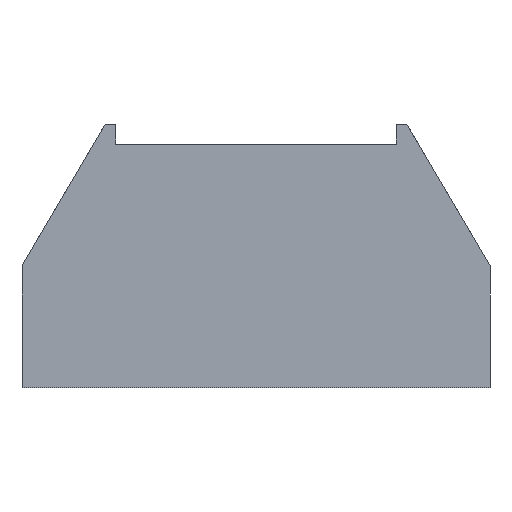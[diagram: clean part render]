
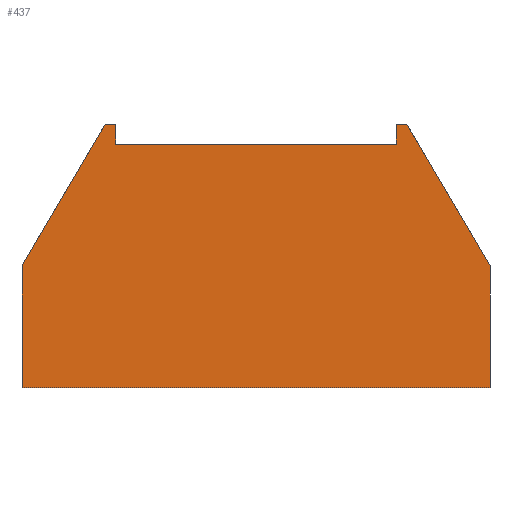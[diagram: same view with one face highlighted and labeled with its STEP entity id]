
A CAD part, front view. The second image highlights one B-rep face of the part: STEP entity #437.
In plain terms, the highlighted planar face has unit normal (0, -1, 0).
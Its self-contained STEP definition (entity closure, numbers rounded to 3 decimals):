
#26=LINE('',#663,#66);
#42=LINE('',#703,#82);
#45=LINE('',#714,#85);
#47=LINE('',#718,#87);
#48=LINE('',#720,#88);
#49=LINE('',#722,#89);
#50=LINE('',#724,#90);
#51=LINE('',#726,#91);
#52=LINE('',#727,#92);
#53=LINE('',#728,#93);
#66=VECTOR('',#537,10.);
#82=VECTOR('',#569,10.);
#85=VECTOR('',#580,10.);
#87=VECTOR('',#584,10.);
#88=VECTOR('',#585,10.);
#89=VECTOR('',#586,10.);
#90=VECTOR('',#587,10.);
#91=VECTOR('',#588,10.);
#92=VECTOR('',#589,10.);
#93=VECTOR('',#590,10.);
#126=FACE_OUTER_BOUND('',#158,.T.);
#158=EDGE_LOOP('',(#338,#339,#340,#341,#342,#343,#344,#345,#346,#347));
#199=VERTEX_POINT('',#661);
#200=VERTEX_POINT('',#662);
#215=VERTEX_POINT('',#700);
#216=VERTEX_POINT('',#702);
#220=VERTEX_POINT('',#713);
#221=VERTEX_POINT('',#717);
#222=VERTEX_POINT('',#719);
#223=VERTEX_POINT('',#721);
#224=VERTEX_POINT('',#723);
#225=VERTEX_POINT('',#725);
#239=EDGE_CURVE('',#199,#200,#26,.T.);
#259=EDGE_CURVE('',#216,#215,#42,.T.);
#265=EDGE_CURVE('',#220,#216,#45,.T.);
#267=EDGE_CURVE('',#215,#221,#47,.T.);
#268=EDGE_CURVE('',#221,#222,#48,.T.);
#269=EDGE_CURVE('',#222,#223,#49,.T.);
#270=EDGE_CURVE('',#223,#224,#50,.T.);
#271=EDGE_CURVE('',#224,#225,#51,.T.);
#272=EDGE_CURVE('',#225,#200,#52,.T.);
#273=EDGE_CURVE('',#199,#220,#53,.T.);
#338=ORIENTED_EDGE('',*,*,#259,.T.);
#339=ORIENTED_EDGE('',*,*,#267,.T.);
#340=ORIENTED_EDGE('',*,*,#268,.T.);
#341=ORIENTED_EDGE('',*,*,#269,.T.);
#342=ORIENTED_EDGE('',*,*,#270,.T.);
#343=ORIENTED_EDGE('',*,*,#271,.T.);
#344=ORIENTED_EDGE('',*,*,#272,.T.);
#345=ORIENTED_EDGE('',*,*,#239,.F.);
#346=ORIENTED_EDGE('',*,*,#273,.T.);
#347=ORIENTED_EDGE('',*,*,#265,.T.);
#419=PLANE('',#490);
#437=ADVANCED_FACE('',(#126),#419,.T.);
#490=AXIS2_PLACEMENT_3D('',#716,#582,#583);
#537=DIRECTION('',(-1.,0.,0.));
#569=DIRECTION('',(-1.,0.,0.));
#580=DIRECTION('',(-0.507,0.,0.862));
#582=DIRECTION('center_axis',(0.,-1.,0.));
#583=DIRECTION('ref_axis',(1.,0.,0.));
#584=DIRECTION('',(0.,0.,-1.));
#585=DIRECTION('',(-1.,0.,0.));
#586=DIRECTION('',(0.,0.,1.));
#587=DIRECTION('',(-1.,0.,0.));
#588=DIRECTION('',(-0.507,0.,-0.862));
#589=DIRECTION('',(0.,0.,-1.));
#590=DIRECTION('',(0.,0.,1.));
#661=CARTESIAN_POINT('',(60.,5.,-10.));
#662=CARTESIAN_POINT('',(10.,5.,-10.));
#663=CARTESIAN_POINT('',(60.,5.,-10.));
#700=CARTESIAN_POINT('',(50.,5.,18.102));
#702=CARTESIAN_POINT('',(51.116,5.,18.102));
#703=CARTESIAN_POINT('',(30.5,5.,18.102));
#713=CARTESIAN_POINT('',(60.,5.,3.));
#714=CARTESIAN_POINT('',(54.229,5.,12.811));
#716=CARTESIAN_POINT('Origin',(10.,5.,0.));
#717=CARTESIAN_POINT('',(50.,5.,16.));
#718=CARTESIAN_POINT('',(50.,5.,10.));
#719=CARTESIAN_POINT('',(20.,5.,16.));
#720=CARTESIAN_POINT('',(22.5,5.,16.));
#721=CARTESIAN_POINT('',(20.,5.,18.102));
#722=CARTESIAN_POINT('',(20.,5.,10.));
#723=CARTESIAN_POINT('',(18.884,5.,18.102));
#724=CARTESIAN_POINT('',(15.,5.,18.102));
#725=CARTESIAN_POINT('',(10.,5.,3.));
#726=CARTESIAN_POINT('',(14.344,5.,10.386));
#727=CARTESIAN_POINT('',(10.,5.,0.));
#728=CARTESIAN_POINT('',(60.,5.,0.));
